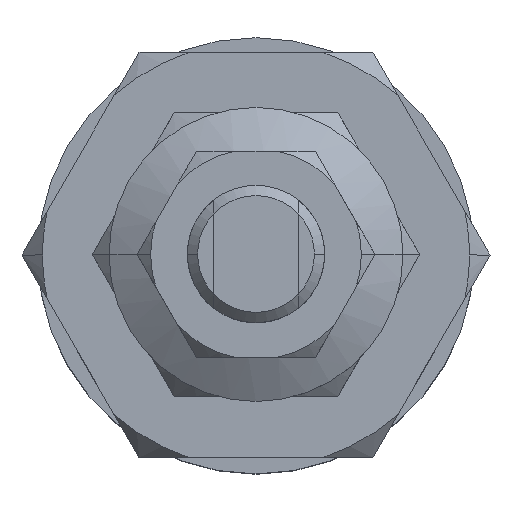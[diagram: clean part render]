
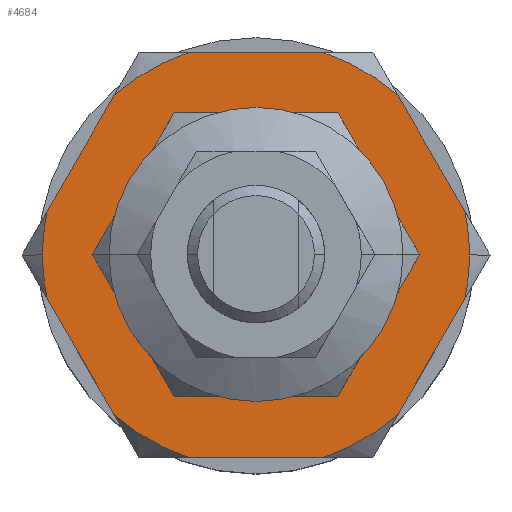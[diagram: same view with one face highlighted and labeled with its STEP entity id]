
A CAD part, top view. The second image highlights one B-rep face of the part: STEP entity #4684.
In plain terms, the highlighted planar face has unit normal (0, 0, 1).
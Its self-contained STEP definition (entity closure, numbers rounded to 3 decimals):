
#3560=CARTESIAN_POINT('',(342.471,-52.6,122.525));
#3561=VERTEX_POINT('',#3560);
#3577=CARTESIAN_POINT('',(381.471,-52.6,122.525));
#3578=VERTEX_POINT('',#3577);
#3585=CARTESIAN_POINT('',(361.971,-52.6,122.525));
#3586=DIRECTION('',(0.0,0.0,-1.0));
#3587=DIRECTION('',(-1.0,0.0,0.0));
#3588=AXIS2_PLACEMENT_3D('',#3585,#3586,#3587);
#3589=CIRCLE('',#3588,19.5);
#3590=EDGE_CURVE('',#3561,#3578,#3589,.T.);
#3600=CARTESIAN_POINT('',(393.035,-52.6,122.525));
#3601=VERTEX_POINT('',#3600);
#3610=CARTESIAN_POINT('',(392.384,-58.922,122.525));
#3611=VERTEX_POINT('',#3610);
#3612=CARTESIAN_POINT('',(361.971,-52.6,122.525));
#3613=DIRECTION('',(0.0,0.0,1.0));
#3614=DIRECTION('',(1.0,0.0,0.0));
#3615=AXIS2_PLACEMENT_3D('',#3612,#3613,#3614);
#3616=CIRCLE('',#3615,31.064);
#3617=EDGE_CURVE('',#3611,#3601,#3616,.T.);
#3642=CARTESIAN_POINT('',(330.907,-52.6,122.525));
#3643=VERTEX_POINT('',#3642);
#3650=CARTESIAN_POINT('',(331.557,-58.922,122.525));
#3651=VERTEX_POINT('',#3650);
#3665=CARTESIAN_POINT('',(361.971,-52.6,122.525));
#3666=DIRECTION('',(0.0,0.0,1.0));
#3667=DIRECTION('',(1.0,0.0,0.0));
#3668=AXIS2_PLACEMENT_3D('',#3665,#3666,#3667);
#3669=CIRCLE('',#3668,31.064);
#3670=EDGE_CURVE('',#3643,#3651,#3669,.T.);
#4179=CARTESIAN_POINT('',(331.557,-46.278,122.525));
#4180=VERTEX_POINT('',#4179);
#4181=CARTESIAN_POINT('',(361.971,-52.6,122.525));
#4182=DIRECTION('',(0.0,0.0,1.0));
#4183=DIRECTION('',(1.0,0.0,0.0));
#4184=AXIS2_PLACEMENT_3D('',#4181,#4182,#4183);
#4185=CIRCLE('',#4184,31.064);
#4186=EDGE_CURVE('',#4180,#3643,#4185,.T.);
#4209=CARTESIAN_POINT('',(352.239,-82.1,122.525));
#4210=VERTEX_POINT('',#4209);
#4226=CARTESIAN_POINT('',(341.289,-75.778,122.525));
#4227=VERTEX_POINT('',#4226);
#4228=CARTESIAN_POINT('',(361.971,-52.6,122.525));
#4229=DIRECTION('',(0.0,0.0,1.0));
#4230=DIRECTION('',(1.0,0.0,0.0));
#4231=AXIS2_PLACEMENT_3D('',#4228,#4229,#4230);
#4232=CIRCLE('',#4231,31.064);
#4233=EDGE_CURVE('',#4227,#4210,#4232,.T.);
#4258=CARTESIAN_POINT('',(352.239,-23.1,122.525));
#4259=VERTEX_POINT('',#4258);
#4273=CARTESIAN_POINT('',(341.289,-29.422,122.525));
#4274=VERTEX_POINT('',#4273);
#4288=CARTESIAN_POINT('',(361.971,-52.6,122.525));
#4289=DIRECTION('',(0.0,0.0,1.0));
#4290=DIRECTION('',(1.0,0.0,0.0));
#4291=AXIS2_PLACEMENT_3D('',#4288,#4289,#4290);
#4292=CIRCLE('',#4291,31.064);
#4293=EDGE_CURVE('',#4259,#4274,#4292,.T.);
#4305=CARTESIAN_POINT('',(382.653,-29.422,122.525));
#4306=VERTEX_POINT('',#4305);
#4320=CARTESIAN_POINT('',(371.702,-23.1,122.525));
#4321=VERTEX_POINT('',#4320);
#4335=CARTESIAN_POINT('',(361.971,-52.6,122.525));
#4336=DIRECTION('',(0.0,0.0,1.0));
#4337=DIRECTION('',(1.0,0.0,0.0));
#4338=AXIS2_PLACEMENT_3D('',#4335,#4336,#4337);
#4339=CIRCLE('',#4338,31.064);
#4340=EDGE_CURVE('',#4306,#4321,#4339,.T.);
#4350=CARTESIAN_POINT('',(382.653,-75.778,122.525));
#4351=VERTEX_POINT('',#4350);
#4367=CARTESIAN_POINT('',(371.702,-82.1,122.525));
#4368=VERTEX_POINT('',#4367);
#4369=CARTESIAN_POINT('',(361.971,-52.6,122.525));
#4370=DIRECTION('',(0.0,0.0,1.0));
#4371=DIRECTION('',(1.0,0.0,0.0));
#4372=AXIS2_PLACEMENT_3D('',#4369,#4370,#4371);
#4373=CIRCLE('',#4372,31.064);
#4374=EDGE_CURVE('',#4368,#4351,#4373,.T.);
#4398=CARTESIAN_POINT('',(392.384,-46.278,122.525));
#4399=VERTEX_POINT('',#4398);
#4413=CARTESIAN_POINT('',(361.971,-52.6,122.525));
#4414=DIRECTION('',(0.0,0.0,1.0));
#4415=DIRECTION('',(1.0,0.0,0.0));
#4416=AXIS2_PLACEMENT_3D('',#4413,#4414,#4415);
#4417=CIRCLE('',#4416,31.064);
#4418=EDGE_CURVE('',#3601,#4399,#4417,.T.);
#4500=CARTESIAN_POINT('',(382.653,-29.422,122.525));
#4501=DIRECTION('',(0.5,-0.866,0.0));
#4502=VECTOR('',#4501,19.463);
#4503=LINE('',#4500,#4502);
#4504=EDGE_CURVE('',#4306,#4399,#4503,.T.);
#4531=CARTESIAN_POINT('',(352.239,-23.1,122.525));
#4532=DIRECTION('',(1.0,0.0,0.0));
#4533=VECTOR('',#4532,19.463);
#4534=LINE('',#4531,#4533);
#4535=EDGE_CURVE('',#4259,#4321,#4534,.T.);
#4557=CARTESIAN_POINT('',(331.557,-46.278,122.525));
#4558=DIRECTION('',(0.5,0.866,0.0));
#4559=VECTOR('',#4558,19.463);
#4560=LINE('',#4557,#4559);
#4561=EDGE_CURVE('',#4180,#4274,#4560,.T.);
#4574=CARTESIAN_POINT('',(361.971,-52.6,122.525));
#4575=DIRECTION('',(0.0,0.0,-1.0));
#4576=DIRECTION('',(-1.0,0.0,0.0));
#4577=AXIS2_PLACEMENT_3D('',#4574,#4575,#4576);
#4578=CIRCLE('',#4577,19.5);
#4579=EDGE_CURVE('',#3578,#3561,#4578,.T.);
#4594=CARTESIAN_POINT('',(392.384,-58.922,122.525));
#4595=DIRECTION('',(-0.5,-0.866,0.0));
#4596=VECTOR('',#4595,19.463);
#4597=LINE('',#4594,#4596);
#4598=EDGE_CURVE('',#3611,#4351,#4597,.T.);
#4620=CARTESIAN_POINT('',(371.702,-82.1,122.525));
#4621=DIRECTION('',(-1.0,0.0,0.0));
#4622=VECTOR('',#4621,19.463);
#4623=LINE('',#4620,#4622);
#4624=EDGE_CURVE('',#4368,#4210,#4623,.T.);
#4646=CARTESIAN_POINT('',(341.289,-75.778,122.525));
#4647=DIRECTION('',(-0.5,0.866,0.0));
#4648=VECTOR('',#4647,19.463);
#4649=LINE('',#4646,#4648);
#4650=EDGE_CURVE('',#4227,#3651,#4649,.T.);
#4659=CARTESIAN_POINT('',(344.939,-23.1,122.525));
#4660=DIRECTION('',(0.0,0.0,-1.0));
#4661=DIRECTION('',(-1.0,0.0,0.0));
#4662=AXIS2_PLACEMENT_3D('',#4659,#4660,#4661);
#4663=PLANE('',#4662);
#4664=ORIENTED_EDGE('',*,*,#3617,.T.);
#4665=ORIENTED_EDGE('',*,*,#4418,.T.);
#4666=ORIENTED_EDGE('',*,*,#4504,.F.);
#4667=ORIENTED_EDGE('',*,*,#4340,.T.);
#4668=ORIENTED_EDGE('',*,*,#4535,.F.);
#4669=ORIENTED_EDGE('',*,*,#4293,.T.);
#4670=ORIENTED_EDGE('',*,*,#4561,.F.);
#4671=ORIENTED_EDGE('',*,*,#4186,.T.);
#4672=ORIENTED_EDGE('',*,*,#3670,.T.);
#4673=ORIENTED_EDGE('',*,*,#4650,.F.);
#4674=ORIENTED_EDGE('',*,*,#4233,.T.);
#4675=ORIENTED_EDGE('',*,*,#4624,.F.);
#4676=ORIENTED_EDGE('',*,*,#4374,.T.);
#4677=ORIENTED_EDGE('',*,*,#4598,.F.);
#4678=EDGE_LOOP('',(#4664,#4665,#4666,#4667,#4668,#4669,#4670,#4671,#4672,#4673,#4674,#4675,#4676,#4677));
#4679=FACE_OUTER_BOUND('',#4678,.T.);
#4680=ORIENTED_EDGE('',*,*,#3590,.T.);
#4681=ORIENTED_EDGE('',*,*,#4579,.T.);
#4682=EDGE_LOOP('',(#4680,#4681));
#4683=FACE_BOUND('',#4682,.T.);
#4684=ADVANCED_FACE('',(#4679,#4683),#4663,.F.);
